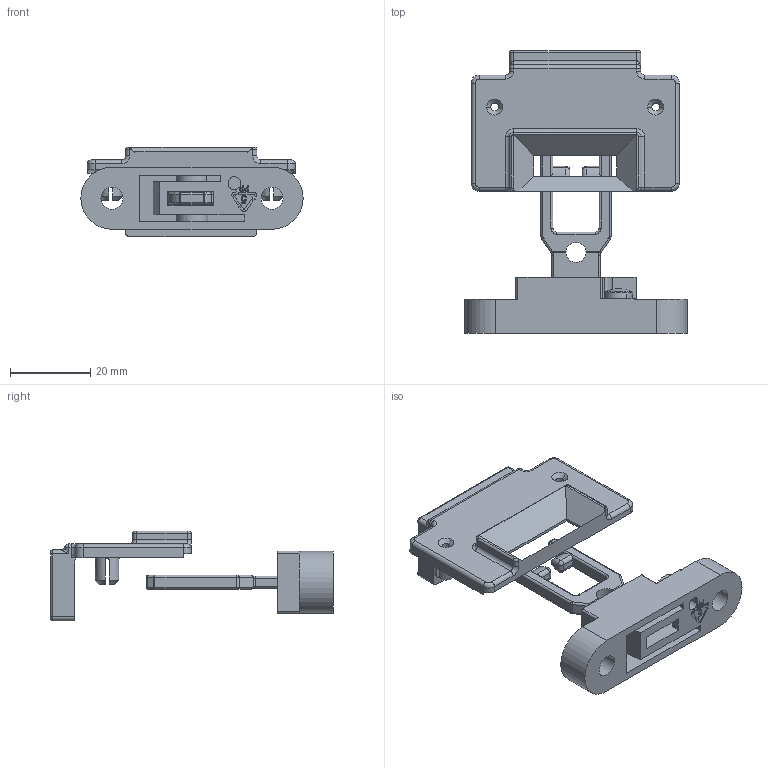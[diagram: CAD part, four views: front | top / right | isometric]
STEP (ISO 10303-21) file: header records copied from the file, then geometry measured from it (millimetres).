
FILE_DESCRIPTION(('OneSpaceDesigner STEP Export'),'2;1');
FILE_NAME('IE16-F2_mit_Einfuehrhilfe.stp','2021-03-11T14:18:47',('SICK AG'),('SICK AG'),'Creo Elements/Direct Modeling STEP processor for AP214 (Solid Model)','Creo Elements/Direct Modeling 19.0G 27-Nov-2017 (C) Parametric Technology GmbH','');
FILE_SCHEMA(('AUTOMOTIVE_DESIGN { 1 0 10303 214 1 1 1 1 }'));
Length unit declared in the file: millimetre
Products named in the file (3): 5311278; IE16-F2_nur_Riegel; IE16-F2_mit_Einfuehrhilfe
Assembly tree (2 placements, depth 2):
  IE16-F2_mit_Einfuehrhilfe
    IE16-F2_nur_Riegel
    5311278
Bounding box: 55.5 x 70.6 x 22.4 mm (x, y, z)
Volume: 13623.8 mm3; surface area: 12552.9 mm2
Topology: 2 solids, 2 shells, 533 faces, 1374 edges, 828 vertices
Faces by surface type: plane 231, cylinder 173, torus 52, sphere 32, bspline 25, cone 20
Entity records: 19519 total; most frequent: CARTESIAN_POINT 5211, ORIENTED_EDGE 2692, DIRECTION 2610, EDGE_CURVE 1346, AXIS2_PLACEMENT_3D 924, VERTEX_POINT 828, VECTOR 762, LINE 762
